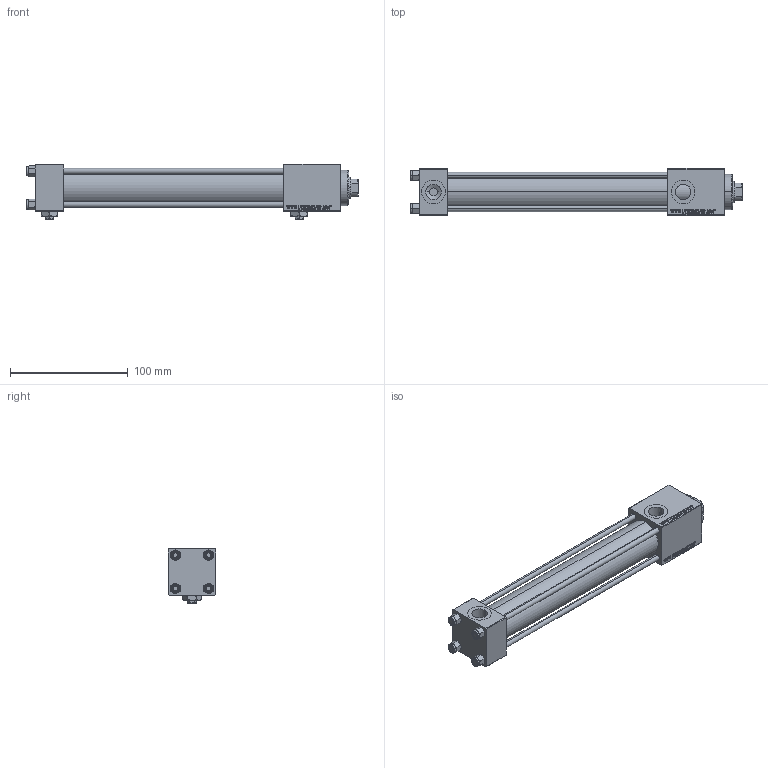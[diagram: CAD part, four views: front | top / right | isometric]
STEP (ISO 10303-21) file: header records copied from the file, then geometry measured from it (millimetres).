
FILE_DESCRIPTION (( 'STEP AP203' ), '1' );
FILE_NAME ('1054.STEP', '2022-04-16T08:46:42', ( '' ), ( '' ), 'SwSTEP 2.0', 'SolidWorks 2019', '' );
FILE_SCHEMA (( 'CONFIG_CONTROL_DESIGN' ));
Length unit declared in the file: millimetre
Products named in the file (7): NUT_M5_C 06c86ea2bf2e581ea72e3eafb1d94886; Zatka_pro_OIL_PORT 06c86ea2bf2e581ea72e3eafb1d94886; V215CR_VCP_C 06c86ea2bf2e581ea72e3eafb1d94886; V215CR_C_TYCINKA 06c86ea2bf2e581ea72e3eafb1d94886; 1054; V215CR_C_Body 06c86ea2bf2e581ea72e3eafb1d94886; V215_VC_A 06c86ea2bf2e581ea72e3eafb1d94886
Assembly tree (13 placements, depth 2):
  1054
    V215CR_C_Body 06c86ea2bf2e581ea72e3eafb1d94886
    V215CR_VCP_C 06c86ea2bf2e581ea72e3eafb1d94886
    NUT_M5_C 06c86ea2bf2e581ea72e3eafb1d94886  x4
    V215CR_C_TYCINKA 06c86ea2bf2e581ea72e3eafb1d94886  x4
    V215_VC_A 06c86ea2bf2e581ea72e3eafb1d94886
    Zatka_pro_OIL_PORT 06c86ea2bf2e581ea72e3eafb1d94886  x2
Bounding box: 282 x 40 x 47 mm (x, y, z)
Volume: 232041.3 mm3; surface area: 100016.4 mm2
Topology: 13 solids, 13 shells, 1251 faces, 3112 edges, 2005 vertices
Faces by surface type: plane 573, bspline 392, cone 178, cylinder 100, torus 8
Entity records: 52257 total; most frequent: CARTESIAN_POINT 27713, ORIENTED_EDGE 5524, DIRECTION 3558, EDGE_CURVE 2762, VERTEX_POINT 1803, VECTOR 1642, LINE 1642, EDGE_LOOP 1221
